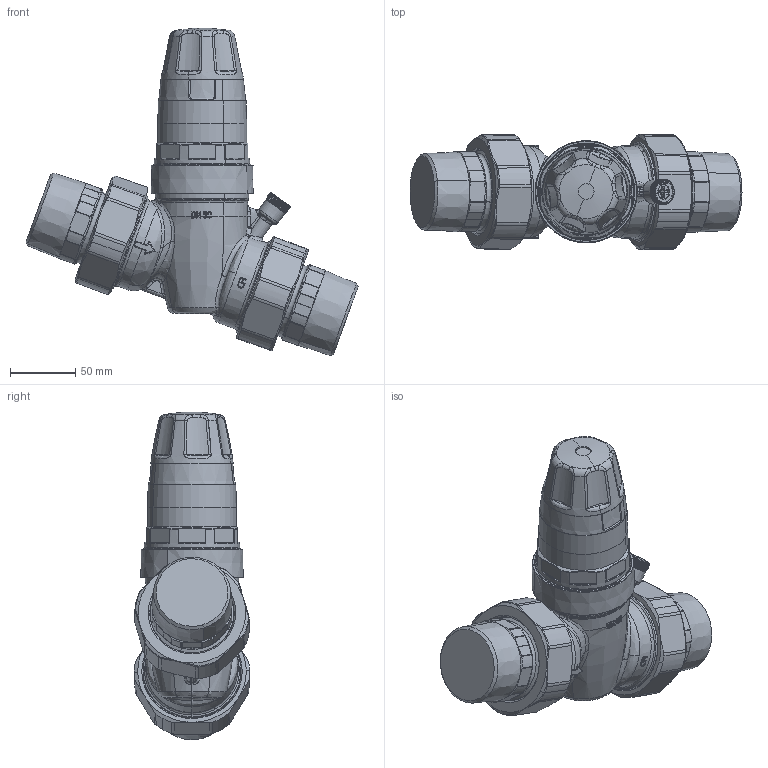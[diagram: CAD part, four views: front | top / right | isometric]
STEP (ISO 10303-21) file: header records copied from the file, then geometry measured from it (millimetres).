
FILE_DESCRIPTION(('CATIA V5 STEP Exchange'),'2;1');
FILE_NAME('STEP_535090H_-_TST.stp','2018-08-29T08:22:35+00:00',('none'),('none'),'CATIA Version 5-6 Release 2016 SP4','CATIA V5 STEP AP203','none');
FILE_SCHEMA(('CONFIG_CONTROL_DESIGN'));
Products named in the file (1): 535090H - TST
Bounding box: 253.71 x 87.93 x 250.24 mm (x, y, z)
Volume: 1473179.4 mm3; surface area: 138677.9 mm2
Topology: 1 solids, 13 shells, 2260 faces, 5996 edges, 3724 vertices
Faces by surface type: bspline 677, plane 638, cylinder 439, torus 212, cone 148, extrusion 84, revolution 34, sphere 28
Entity records: 107725 total; most frequent: CARTESIAN_POINT 63473, ORIENTED_EDGE 11852, EDGE_CURVE 5926, DIRECTION 4643, VERTEX_POINT 3724, B_SPLINE_CURVE_WITH_KNOTS 3257, EDGE_LOOP 2305, ADVANCED_FACE 2260
